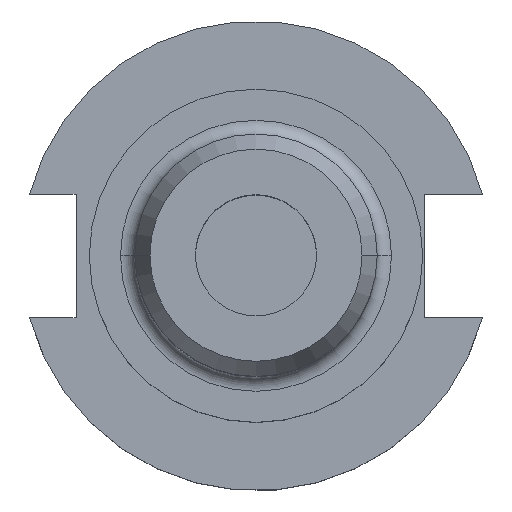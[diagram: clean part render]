
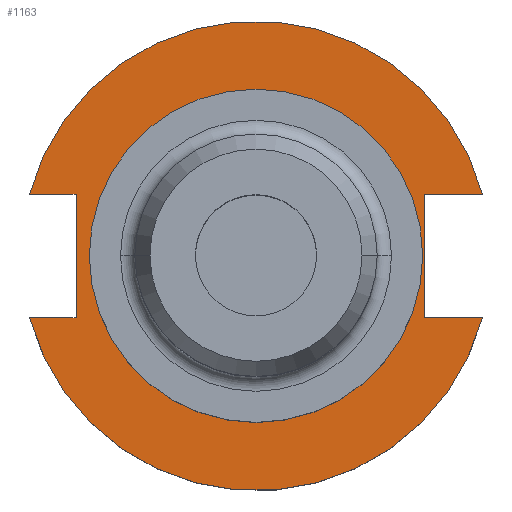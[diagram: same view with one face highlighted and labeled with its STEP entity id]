
A CAD part, top view. The second image highlights one B-rep face of the part: STEP entity #1163.
In plain terms, the highlighted planar face has unit normal (0, 0, 1).
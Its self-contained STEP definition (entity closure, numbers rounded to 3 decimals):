
#30 = EDGE_CURVE ( 'NONE', #1371, #1025, #1225, .T. ) ;
#32 = VERTEX_POINT ( 'NONE', #132 ) ;
#34 = DIRECTION ( 'NONE',  ( 1., 0., 0. ) ) ;
#61 = LINE ( 'NONE', #916, #669 ) ;
#69 = VECTOR ( 'NONE', #1414, 1000. ) ;
#85 = CARTESIAN_POINT ( 'NONE',  ( -34.925, 0., 19.05 ) ) ;
#131 = EDGE_CURVE ( 'NONE', #32, #1618, #757, .T. ) ;
#132 = CARTESIAN_POINT ( 'NONE',  ( 47.477, 12.954, 19.05 ) ) ;
#189 = PLANE ( 'NONE',  #1214 ) ;
#198 = CARTESIAN_POINT ( 'NONE',  ( -37.719, 12.954, 19.05 ) ) ;
#261 = AXIS2_PLACEMENT_3D ( 'NONE', #756, #807, #1217 ) ;
#281 = CARTESIAN_POINT ( 'NONE',  ( 0., 0., 19.05 ) ) ;
#288 = CARTESIAN_POINT ( 'NONE',  ( -63.719, -12.954, 19.05 ) ) ;
#307 = LINE ( 'NONE', #288, #962 ) ;
#311 = CARTESIAN_POINT ( 'NONE',  ( 0., 49.212, 19.05 ) ) ;
#321 = DIRECTION ( 'NONE',  ( 0., 0., 1. ) ) ;
#322 = VECTOR ( 'NONE', #1181, 1000. ) ;
#333 = CARTESIAN_POINT ( 'NONE',  ( -47.477, -12.954, 19.05 ) ) ;
#336 = VERTEX_POINT ( 'NONE', #1222 ) ;
#403 = CARTESIAN_POINT ( 'NONE',  ( -37.719, 12.954, 19.05 ) ) ;
#419 = DIRECTION ( 'NONE',  ( 0., 0., 1. ) ) ;
#443 = DIRECTION ( 'NONE',  ( 1., 0., 0. ) ) ;
#477 = AXIS2_PLACEMENT_3D ( 'NONE', #1585, #812, #34 ) ;
#482 = EDGE_CURVE ( 'NONE', #1471, #1031, #61, .T. ) ;
#504 = EDGE_CURVE ( 'NONE', #773, #1471, #982, .T. ) ;
#516 = EDGE_CURVE ( 'NONE', #996, #336, #1018, .T. ) ;
#550 = EDGE_LOOP ( 'NONE', ( #1102, #1633 ) ) ;
#551 = DIRECTION ( 'NONE',  ( 1., 0., 0. ) ) ;
#571 = EDGE_CURVE ( 'NONE', #32, #1031, #1573, .T. ) ;
#627 = VECTOR ( 'NONE', #1298, 1000. ) ;
#657 = CARTESIAN_POINT ( 'NONE',  ( -37.719, -12.954, 19.05 ) ) ;
#669 = VECTOR ( 'NONE', #1061, 1000. ) ;
#721 = ORIENTED_EDGE ( 'NONE', *, *, #516, .F. ) ;
#756 = CARTESIAN_POINT ( 'NONE',  ( 0., 0., 19.05 ) ) ;
#757 = LINE ( 'NONE', #1569, #69 ) ;
#773 = VERTEX_POINT ( 'NONE', #657 ) ;
#777 = VECTOR ( 'NONE', #1334, 1000. ) ;
#807 = DIRECTION ( 'NONE',  ( 0., 0., 1. ) ) ;
#812 = DIRECTION ( 'NONE',  ( 0., 0., 1. ) ) ;
#822 = CARTESIAN_POINT ( 'NONE',  ( 35.306, 12.954, 19.05 ) ) ;
#850 = CIRCLE ( 'NONE', #886, 49.212 ) ;
#871 = ORIENTED_EDGE ( 'NONE', *, *, #1581, .T. ) ;
#886 = AXIS2_PLACEMENT_3D ( 'NONE', #281, #419, #551 ) ;
#893 = DIRECTION ( 'NONE',  ( 1., 0., 0. ) ) ;
#896 = ORIENTED_EDGE ( 'NONE', *, *, #482, .F. ) ;
#916 = CARTESIAN_POINT ( 'NONE',  ( -63.719, 12.954, 19.05 ) ) ;
#921 = CARTESIAN_POINT ( 'NONE',  ( 35.306, -12.954, 19.05 ) ) ;
#925 = AXIS2_PLACEMENT_3D ( 'NONE', #1659, #1252, #893 ) ;
#962 = VECTOR ( 'NONE', #443, 1000. ) ;
#982 = LINE ( 'NONE', #403, #627 ) ;
#993 = CARTESIAN_POINT ( 'NONE',  ( 35.306, 12.954, 19.05 ) ) ;
#996 = VERTEX_POINT ( 'NONE', #1250 ) ;
#1013 = VERTEX_POINT ( 'NONE', #333 ) ;
#1018 = LINE ( 'NONE', #921, #322 ) ;
#1024 = ORIENTED_EDGE ( 'NONE', *, *, #131, .F. ) ;
#1025 = VERTEX_POINT ( 'NONE', #1047 ) ;
#1027 = EDGE_CURVE ( 'NONE', #1025, #1371, #1579, .T. ) ;
#1031 = VERTEX_POINT ( 'NONE', #1054 ) ;
#1047 = CARTESIAN_POINT ( 'NONE',  ( 34.925, 0., 19.05 ) ) ;
#1054 = CARTESIAN_POINT ( 'NONE',  ( -47.477, 12.954, 19.05 ) ) ;
#1061 = DIRECTION ( 'NONE',  ( -1., 0., 0. ) ) ;
#1086 = FACE_OUTER_BOUND ( 'NONE', #1464, .T. ) ;
#1102 = ORIENTED_EDGE ( 'NONE', *, *, #1027, .F. ) ;
#1119 = LINE ( 'NONE', #822, #777 ) ;
#1121 = EDGE_CURVE ( 'NONE', #1618, #996, #1119, .T. ) ;
#1163 = ADVANCED_FACE ( 'NONE', ( #1529, #1086 ), #189, .T. ) ;
#1181 = DIRECTION ( 'NONE',  ( 1., 0., 0. ) ) ;
#1214 = AXIS2_PLACEMENT_3D ( 'NONE', #311, #321, #1453 ) ;
#1217 = DIRECTION ( 'NONE',  ( 1., 0., 0. ) ) ;
#1222 = CARTESIAN_POINT ( 'NONE',  ( 47.477, -12.954, 19.05 ) ) ;
#1225 = CIRCLE ( 'NONE', #925, 34.925 ) ;
#1250 = CARTESIAN_POINT ( 'NONE',  ( 35.306, -12.954, 19.05 ) ) ;
#1252 = DIRECTION ( 'NONE',  ( 0., 0., 1. ) ) ;
#1261 = ORIENTED_EDGE ( 'NONE', *, *, #1121, .F. ) ;
#1275 = EDGE_CURVE ( 'NONE', #1013, #773, #307, .T. ) ;
#1288 = ORIENTED_EDGE ( 'NONE', *, *, #504, .F. ) ;
#1298 = DIRECTION ( 'NONE',  ( 0., 1., 0. ) ) ;
#1334 = DIRECTION ( 'NONE',  ( 0., -1., 0. ) ) ;
#1352 = ORIENTED_EDGE ( 'NONE', *, *, #571, .T. ) ;
#1371 = VERTEX_POINT ( 'NONE', #85 ) ;
#1414 = DIRECTION ( 'NONE',  ( -1., 0., 0. ) ) ;
#1453 = DIRECTION ( 'NONE',  ( 1., 0., 0. ) ) ;
#1464 = EDGE_LOOP ( 'NONE', ( #871, #721, #1261, #1024, #1352, #896, #1288, #1517 ) ) ;
#1471 = VERTEX_POINT ( 'NONE', #198 ) ;
#1517 = ORIENTED_EDGE ( 'NONE', *, *, #1275, .F. ) ;
#1529 = FACE_BOUND ( 'NONE', #550, .T. ) ;
#1569 = CARTESIAN_POINT ( 'NONE',  ( 35.306, 12.954, 19.05 ) ) ;
#1573 = CIRCLE ( 'NONE', #477, 49.212 ) ;
#1579 = CIRCLE ( 'NONE', #261, 34.925 ) ;
#1581 = EDGE_CURVE ( 'NONE', #1013, #336, #850, .T. ) ;
#1585 = CARTESIAN_POINT ( 'NONE',  ( 0., 0., 19.05 ) ) ;
#1618 = VERTEX_POINT ( 'NONE', #993 ) ;
#1633 = ORIENTED_EDGE ( 'NONE', *, *, #30, .F. ) ;
#1659 = CARTESIAN_POINT ( 'NONE',  ( 0., 0., 19.05 ) ) ;
